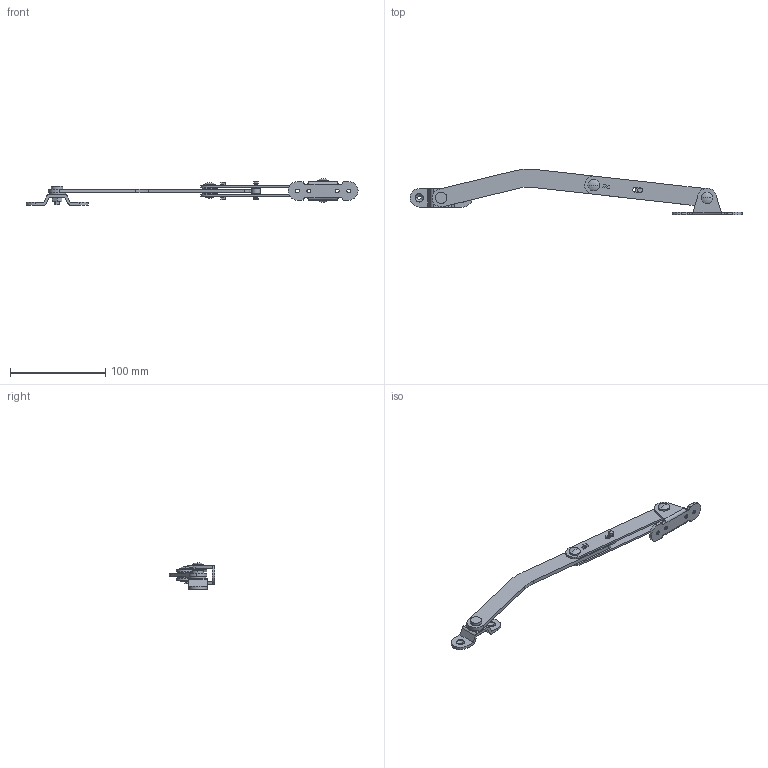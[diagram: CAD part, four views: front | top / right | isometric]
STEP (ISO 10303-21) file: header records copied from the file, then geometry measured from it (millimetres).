
FILE_DESCRIPTION (( 'STEP AP203' ), '1' );
FILE_NAME ('B-1451-2.STEP', '2011-01-12T23:55:39', ( ' ' ), ( ' ' ), 'SwSTEP 2.0', 'SolidWorks 2007', '' );
FILE_SCHEMA (( 'CONFIG_CONTROL_DESIGN' ));
Length unit declared in the file: millimetre
Products named in the file (14): B-1451-2,3僐儘__棉太倌; B-1451-2,3幉(3)__棉太倌; B-1451-2,3傾亅儉(1)__B-1451-2; B-1451-2; B-1451-2,3傾亅儉(2)__B-1451-2; B-1451-2,3庢晅嵗(1)__棉太倌; B-1451-2,3庢晅嵗(2)__棉太倌; B-1451-2,3幉(1)__棉太倌; B-1451-2,3僇儔乕__棉太倌; B-1451-2,3幉(2)__棉太倌; B-1451-2,3幉(4)__棉太倌; B-1451-2,3M10暯嵗嬥__棉太倌; B-1451-2,3M8暯嵗嬥__棉太倌; 六角ナット　M6（2種）_JIS B 1181 Hexagon nut - Class 3 Finished M6 --N
Assembly tree (17 placements, depth 2):
  B-1451-2
    B-1451-2,3M8暯嵗嬥__棉太倌  x4
    B-1451-2,3傾亅儉(1)__B-1451-2  x2
    B-1451-2,3幉(3)__棉太倌
    六角ナット　M6（2種）_JIS B 1181 Hexagon nut - Class 3 Finished M6 --N
    B-1451-2,3M10暯嵗嬥__棉太倌
    B-1451-2,3僇儔乕__棉太倌
    B-1451-2,3庢晅嵗(2)__棉太倌
    B-1451-2,3幉(4)__棉太倌
    B-1451-2,3幉(2)__棉太倌
    B-1451-2,3幉(1)__棉太倌
    B-1451-2,3庢晅嵗(1)__棉太倌
    B-1451-2,3僐儘__棉太倌
    B-1451-2,3傾亅儉(2)__B-1451-2
Bounding box: 349.19 x 48.3 x 27.75 mm (x, y, z)
Volume: 40697.6 mm3; surface area: 35544.9 mm2
Topology: 17 solids, 17 shells, 284 faces, 664 edges, 419 vertices
Faces by surface type: cylinder 138, plane 103, cone 27, sphere 8, torus 8
Entity records: 8683 total; most frequent: CARTESIAN_POINT 1391, DIRECTION 1299, ORIENTED_EDGE 1108, EDGE_CURVE 554, AXIS2_PLACEMENT_3D 519, VERTEX_POINT 347, EDGE_LOOP 283, VECTOR 261
